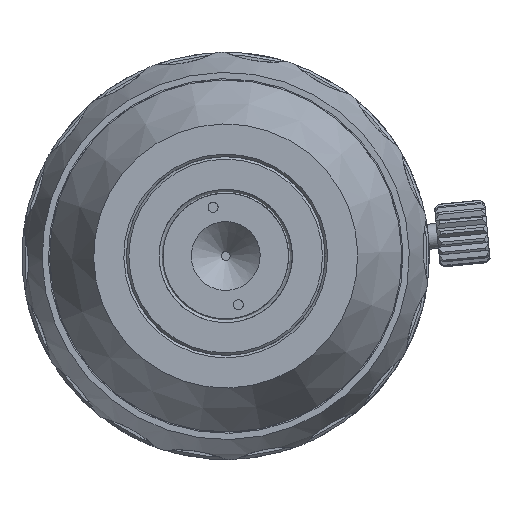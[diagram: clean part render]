
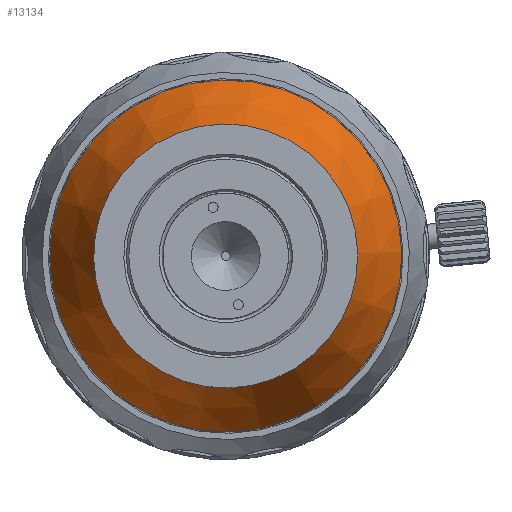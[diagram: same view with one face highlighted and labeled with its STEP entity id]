
A CAD part, left-side view. The second image highlights one B-rep face of the part: STEP entity #13134.
In plain terms, the highlighted conical face has half-angle 26.079 degrees and reference radius 14 mm.
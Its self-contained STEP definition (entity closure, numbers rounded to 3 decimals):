
#531 = EDGE_CURVE ( 'NONE', #709, #709, #7744, .T. ) ;
#709 = VERTEX_POINT ( 'NONE', #19776 ) ;
#3887 = EDGE_CURVE ( 'NONE', #22391, #22391, #8207, .T. ) ;
#4251 = CARTESIAN_POINT ( 'NONE',  ( -48.458, -1.266, 73.436 ) ) ;
#5302 = CARTESIAN_POINT ( 'NONE',  ( -48.458, -11.774, 82.686 ) ) ;
#5726 = CONICAL_SURFACE ( 'NONE', #8504, 14., 0.455 ) ;
#7632 = ORIENTED_EDGE ( 'NONE', *, *, #531, .T. ) ;
#7744 = CIRCLE ( 'NONE', #10914, 10.5 ) ;
#8207 = CIRCLE ( 'NONE', #22935, 14. ) ;
#8504 = AXIS2_PLACEMENT_3D ( 'NONE', #4251, #9866, #11850 ) ;
#9866 = DIRECTION ( 'NONE',  ( 1., 0., 0. ) ) ;
#10914 = AXIS2_PLACEMENT_3D ( 'NONE', #11723, #12089, #12337 ) ;
#11592 = FACE_BOUND ( 'NONE', #18316, .T. ) ;
#11723 = CARTESIAN_POINT ( 'NONE',  ( -55.609, -1.266, 73.436 ) ) ;
#11850 = DIRECTION ( 'NONE',  ( 0., 0.751, -0.661 ) ) ;
#12089 = DIRECTION ( 'NONE',  ( 1., 0., 0. ) ) ;
#12337 = DIRECTION ( 'NONE',  ( 0., 0.751, -0.661 ) ) ;
#12764 = DIRECTION ( 'NONE',  ( 1., 0., 0. ) ) ;
#13131 = DIRECTION ( 'NONE',  ( 0., -0.751, 0.661 ) ) ;
#13134 = ADVANCED_FACE ( 'NONE', ( #21070, #11592 ), #5726, .T. ) ;
#14029 = ORIENTED_EDGE ( 'NONE', *, *, #3887, .F. ) ;
#17142 = EDGE_LOOP ( 'NONE', ( #14029 ) ) ;
#18316 = EDGE_LOOP ( 'NONE', ( #7632 ) ) ;
#19776 = CARTESIAN_POINT ( 'NONE',  ( -55.609, 6.616, 66.499 ) ) ;
#21070 = FACE_OUTER_BOUND ( 'NONE', #17142, .T. ) ;
#22391 = VERTEX_POINT ( 'NONE', #5302 ) ;
#22612 = CARTESIAN_POINT ( 'NONE',  ( -48.458, -1.266, 73.436 ) ) ;
#22935 = AXIS2_PLACEMENT_3D ( 'NONE', #22612, #12764, #13131 ) ;
